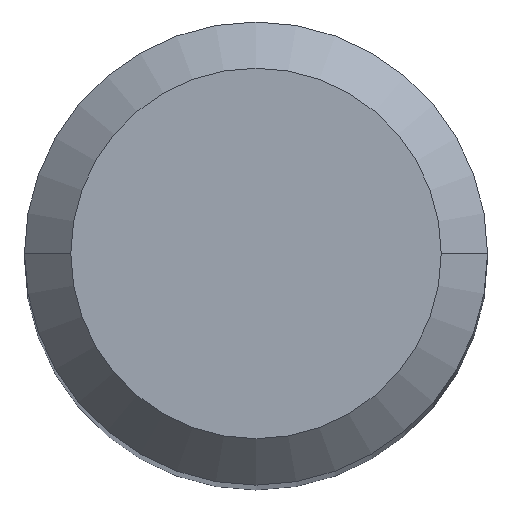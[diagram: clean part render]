
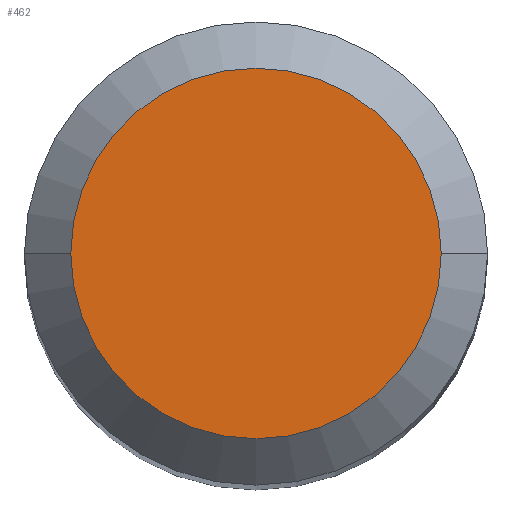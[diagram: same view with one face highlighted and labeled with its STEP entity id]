
A CAD part, top view. The second image highlights one B-rep face of the part: STEP entity #462.
In plain terms, the highlighted planar face has unit normal (0, 0, 1).
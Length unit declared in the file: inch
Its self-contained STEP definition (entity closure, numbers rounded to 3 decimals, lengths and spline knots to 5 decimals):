
#11 = EDGE_LOOP ( 'NONE', ( #227, #336 ) ) ;
#34 = EDGE_CURVE ( 'NONE', #43, #299, #223, .T. ) ;
#43 = VERTEX_POINT ( 'NONE', #85 ) ;
#44 = DIRECTION ( 'NONE',  ( 1., 0., 0. ) ) ;
#79 = DIRECTION ( 'NONE',  ( 0., 0., -1. ) ) ;
#85 = CARTESIAN_POINT ( 'NONE',  ( -0.09448, 0., 0. ) ) ;
#90 = PLANE ( 'NONE',  #218 ) ;
#93 = AXIS2_PLACEMENT_3D ( 'NONE', #479, #366, #266 ) ;
#161 = DIRECTION ( 'NONE',  ( -1., 0., 0. ) ) ;
#218 = AXIS2_PLACEMENT_3D ( 'NONE', #228, #79, #161 ) ;
#223 = CIRCLE ( 'NONE', #358, 0.09448 ) ;
#227 = ORIENTED_EDGE ( 'NONE', *, *, #34, .T. ) ;
#228 = CARTESIAN_POINT ( 'NONE',  ( 0., 0., 0. ) ) ;
#266 = DIRECTION ( 'NONE',  ( 1., 0., 0. ) ) ;
#299 = VERTEX_POINT ( 'NONE', #407 ) ;
#333 = EDGE_CURVE ( 'NONE', #299, #43, #455, .T. ) ;
#336 = ORIENTED_EDGE ( 'NONE', *, *, #333, .T. ) ;
#358 = AXIS2_PLACEMENT_3D ( 'NONE', #387, #414, #44 ) ;
#366 = DIRECTION ( 'NONE',  ( 0., 0., 1. ) ) ;
#387 = CARTESIAN_POINT ( 'NONE',  ( 0., 0., 0. ) ) ;
#407 = CARTESIAN_POINT ( 'NONE',  ( 0.09448, 0., 0. ) ) ;
#413 = FACE_OUTER_BOUND ( 'NONE', #11, .T. ) ;
#414 = DIRECTION ( 'NONE',  ( 0., 0., 1. ) ) ;
#455 = CIRCLE ( 'NONE', #93, 0.09448 ) ;
#462 = ADVANCED_FACE ( 'NONE', ( #413 ), #90, .F. ) ;
#479 = CARTESIAN_POINT ( 'NONE',  ( 0., 0., 0. ) ) ;
